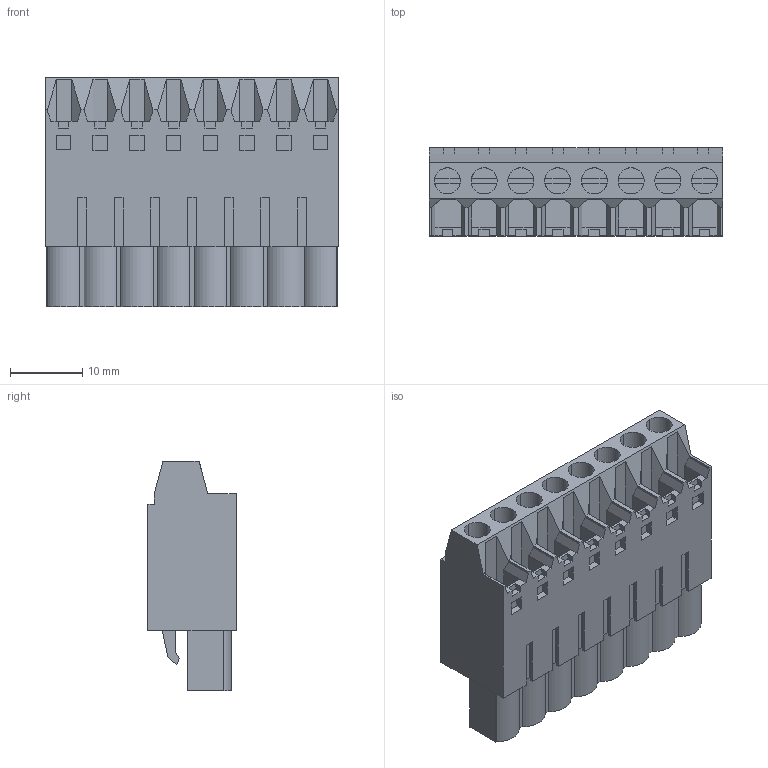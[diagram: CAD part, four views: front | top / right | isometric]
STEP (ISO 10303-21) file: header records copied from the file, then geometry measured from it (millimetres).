
FILE_DESCRIPTION(('CATIA V5 STEP Exchange','CAx-IF Rec.Pracs.--- Model Styling and Organization---1.4--- 2014-01-23'),'2;1');
FILE_NAME ('D1490267_0_1500110000_1500110000.stp','2021-06-18T12:59:39+00:00',('none'),('Weidmueller'),'CATIA Version 5-6 Release 2016 SP3 HF44','CATIA V5 STEP AP214','none');
FILE_SCHEMA(('AUTOMOTIVE_DESIGN { 1 0 10303 214 1 1 1 1 }'));
Length unit declared in the file: millimetre
Products named in the file (1): 1500110000
Bounding box: 40.64 x 12.2 x 31.8 mm (x, y, z)
Volume: 10369.4 mm3; surface area: 6599.8 mm2
Topology: 9 solids, 9 shells, 606 faces, 1685 edges, 1132 vertices
Faces by surface type: plane 550, cylinder 56
Entity records: 18670 total; most frequent: ORIENTED_EDGE 3370, CARTESIAN_POINT 3324, DIRECTION 2489, EDGE_CURVE 1685, VECTOR 1541, LINE 1541, VERTEX_POINT 1132, EDGE_LOOP 641
